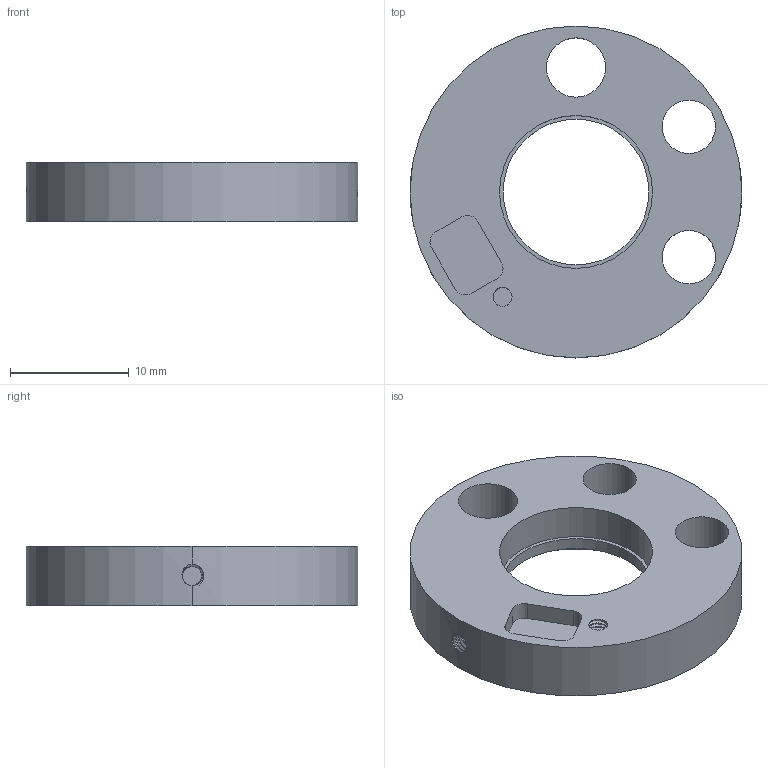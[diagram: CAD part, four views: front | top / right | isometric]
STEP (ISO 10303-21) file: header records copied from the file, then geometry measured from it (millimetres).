
FILE_DESCRIPTION (( 'STEP AP214' ), '1' );
FILE_NAME ('CavityUpper_20039-20.STEP', '2020-03-11T09:48:38', ( '' ), ( '' ), 'SwSTEP 2.0', 'SolidWorks 2019', '' );
FILE_SCHEMA (( 'AUTOMOTIVE_DESIGN' ));
Length unit declared in the file: millimetre
Products named in the file (1): CavityUpper_20039-20
Bounding box: 28 x 28 x 5 mm (x, y, z)
Volume: 2055.3 mm3; surface area: 1935 mm2
Topology: 1 solids, 1 shells, 143 faces, 395 edges, 258 vertices
Faces by surface type: cylinder 115, plane 16, bspline 12
Entity records: 11286 total; most frequent: CARTESIAN_POINT 8219, ORIENTED_EDGE 790, DIRECTION 492, EDGE_CURVE 395, VERTEX_POINT 258, AXIS2_PLACEMENT_3D 179, EDGE_LOOP 155, ADVANCED_FACE 143
